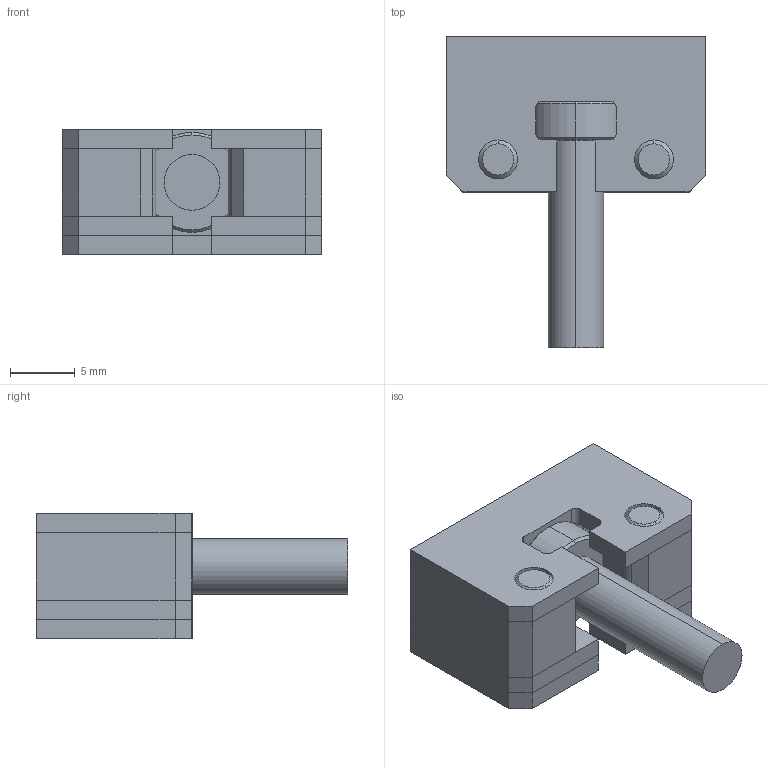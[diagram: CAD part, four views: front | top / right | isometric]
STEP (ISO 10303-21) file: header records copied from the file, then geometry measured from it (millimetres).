
FILE_DESCRIPTION (( 'STEP AP203' ), '1' );
FILE_NAME ('7061.STEP', '2023-01-11T09:43:02', ( '' ), ( '' ), 'SwSTEP 2.0', 'SolidWorks 2019', '' );
FILE_SCHEMA (( 'CONFIG_CONTROL_DESIGN' ));
Length unit declared in the file: millimetre
Products named in the file (5): Pin_20 3f86561ee34145587db9e6a23a414ad1; Lamela 3f86561ee34145587db9e6a23a414ad1; Bolt 3f86561ee34145587db9e6a23a414ad1; Lamellar_Gas_Vent_ISGL20C 3f86561ee34145587db9e6a23a414ad1; 7061
Assembly tree (7 placements, depth 2):
  7061
    Lamellar_Gas_Vent_ISGL20C 3f86561ee34145587db9e6a23a414ad1
    Bolt 3f86561ee34145587db9e6a23a414ad1
    Lamela 3f86561ee34145587db9e6a23a414ad1  x3
    Pin_20 3f86561ee34145587db9e6a23a414ad1  x2
Bounding box: 20 x 24 x 9.64 mm (x, y, z)
Volume: 2249.1 mm3; surface area: 3056.9 mm2
Topology: 7 solids, 7 shells, 126 faces, 321 edges, 210 vertices
Faces by surface type: plane 71, cylinder 43, cone 12
Entity records: 2728 total; most frequent: DIRECTION 393, CARTESIAN_POINT 369, ORIENTED_EDGE 350, EDGE_CURVE 175, AXIS2_PLACEMENT_3D 138, LINE 117, VECTOR 117, VERTEX_POINT 114
